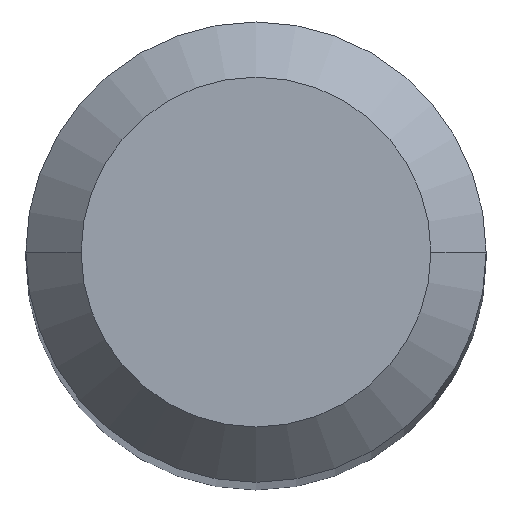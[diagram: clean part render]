
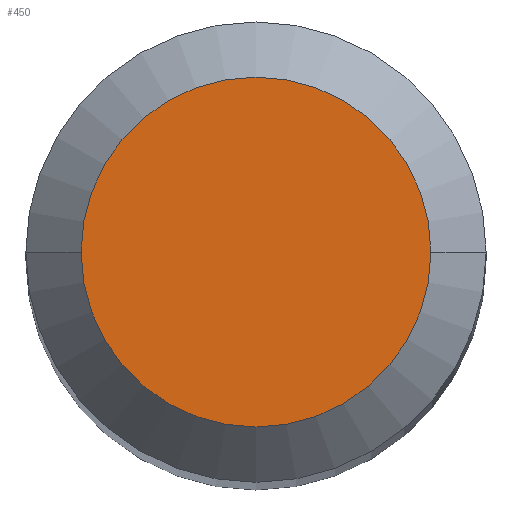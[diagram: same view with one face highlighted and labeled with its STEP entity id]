
A CAD part, top view. The second image highlights one B-rep face of the part: STEP entity #450.
In plain terms, the highlighted planar face has unit normal (0, 0, 1).
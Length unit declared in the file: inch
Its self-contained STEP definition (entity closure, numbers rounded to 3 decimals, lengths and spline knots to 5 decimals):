
#13 = CARTESIAN_POINT ( 'NONE',  ( 0., 0.0475, 0. ) ) ;
#17 = DIRECTION ( 'NONE',  ( -1., 0., 0. ) ) ;
#33 = CARTESIAN_POINT ( 'NONE',  ( 0.0475, 0., 0. ) ) ;
#50 = ORIENTED_EDGE ( 'NONE', *, *, #262, .T. ) ;
#55 = EDGE_CURVE ( 'NONE', #185, #231, #418, .T. ) ;
#65 = FACE_OUTER_BOUND ( 'NONE', #392, .T. ) ;
#68 = CARTESIAN_POINT ( 'NONE',  ( -0.0475, 0., 0. ) ) ;
#75 = DIRECTION ( 'NONE',  ( 0., 0., 1. ) ) ;
#92 = ORIENTED_EDGE ( 'NONE', *, *, #55, .T. ) ;
#109 = CIRCLE ( 'NONE', #276, 0.0475 ) ;
#122 = CARTESIAN_POINT ( 'NONE',  ( 0., 0., 0. ) ) ;
#143 = AXIS2_PLACEMENT_3D ( 'NONE', #122, #191, #332 ) ;
#185 = VERTEX_POINT ( 'NONE', #33 ) ;
#191 = DIRECTION ( 'NONE',  ( 0., 0., 1. ) ) ;
#204 = AXIS2_PLACEMENT_3D ( 'NONE', #13, #444, #17 ) ;
#208 = PLANE ( 'NONE',  #204 ) ;
#231 = VERTEX_POINT ( 'NONE', #68 ) ;
#262 = EDGE_CURVE ( 'NONE', #231, #185, #109, .T. ) ;
#276 = AXIS2_PLACEMENT_3D ( 'NONE', #349, #75, #391 ) ;
#332 = DIRECTION ( 'NONE',  ( 1., 0., 0. ) ) ;
#349 = CARTESIAN_POINT ( 'NONE',  ( 0., 0., 0. ) ) ;
#391 = DIRECTION ( 'NONE',  ( 1., 0., 0. ) ) ;
#392 = EDGE_LOOP ( 'NONE', ( #50, #92 ) ) ;
#418 = CIRCLE ( 'NONE', #143, 0.0475 ) ;
#444 = DIRECTION ( 'NONE',  ( 0., 0., -1. ) ) ;
#450 = ADVANCED_FACE ( 'NONE', ( #65 ), #208, .F. ) ;
